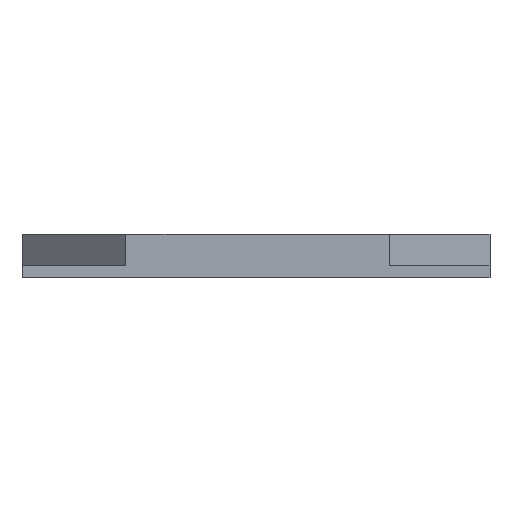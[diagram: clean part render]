
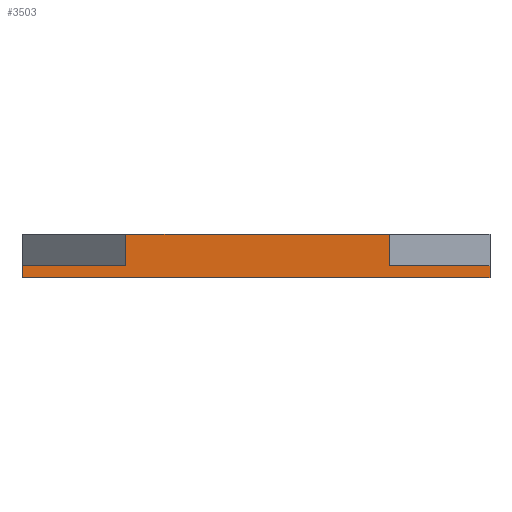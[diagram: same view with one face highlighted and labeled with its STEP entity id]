
A CAD part, front view. The second image highlights one B-rep face of the part: STEP entity #3503.
In plain terms, the highlighted planar face has unit normal (0, -1, 0).
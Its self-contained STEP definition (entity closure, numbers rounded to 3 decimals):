
#255=FACE_OUTER_BOUND('',#481,.T.);
#481=EDGE_LOOP('',(#3124,#3125,#3126,#3127,#3128,#3129,#3130,#3131));
#514=LINE('',#4648,#976);
#692=LINE('',#5001,#1154);
#896=LINE('',#5434,#1358);
#900=LINE('',#5442,#1362);
#904=LINE('',#5450,#1366);
#923=LINE('',#5486,#1385);
#938=LINE('',#5534,#1400);
#943=LINE('',#5548,#1405);
#976=VECTOR('',#3774,10.);
#1154=VECTOR('',#3980,10.);
#1358=VECTOR('',#4422,10.);
#1362=VECTOR('',#4430,10.);
#1366=VECTOR('',#4436,10.);
#1385=VECTOR('',#4479,10.);
#1400=VECTOR('',#4552,10.);
#1405=VECTOR('',#4573,10.);
#1431=VERTEX_POINT('',#4646);
#1432=VERTEX_POINT('',#4647);
#1592=VERTEX_POINT('',#4998);
#1593=VERTEX_POINT('',#5000);
#1702=VERTEX_POINT('',#5431);
#1705=VERTEX_POINT('',#5441);
#1706=VERTEX_POINT('',#5445);
#1708=VERTEX_POINT('',#5448);
#1751=EDGE_CURVE('',#1431,#1432,#514,.T.);
#1929=EDGE_CURVE('',#1592,#1593,#692,.T.);
#2142=EDGE_CURVE('',#1702,#1431,#896,.T.);
#2146=EDGE_CURVE('',#1705,#1702,#900,.T.);
#2150=EDGE_CURVE('',#1708,#1706,#904,.T.);
#2169=EDGE_CURVE('',#1592,#1706,#923,.T.);
#2184=EDGE_CURVE('',#1708,#1432,#938,.T.);
#2189=EDGE_CURVE('',#1593,#1705,#943,.T.);
#3124=ORIENTED_EDGE('',*,*,#1929,.F.);
#3125=ORIENTED_EDGE('',*,*,#2169,.T.);
#3126=ORIENTED_EDGE('',*,*,#2150,.F.);
#3127=ORIENTED_EDGE('',*,*,#2184,.T.);
#3128=ORIENTED_EDGE('',*,*,#1751,.F.);
#3129=ORIENTED_EDGE('',*,*,#2142,.F.);
#3130=ORIENTED_EDGE('',*,*,#2146,.F.);
#3131=ORIENTED_EDGE('',*,*,#2189,.F.);
#3314=PLANE('',#3715);
#3503=ADVANCED_FACE('',(#255),#3314,.T.);
#3715=AXIS2_PLACEMENT_3D('',#5549,#4574,#4575);
#3774=DIRECTION('',(1.,0.,0.));
#3980=DIRECTION('',(-1.,0.,0.));
#4422=DIRECTION('',(0.,0.,1.));
#4430=DIRECTION('',(1.,0.,0.));
#4436=DIRECTION('',(1.,0.,0.));
#4479=DIRECTION('',(0.,0.,1.));
#4552=DIRECTION('',(0.,0.,1.));
#4573=DIRECTION('',(0.,0.,1.));
#4574=DIRECTION('center_axis',(0.,-1.,0.));
#4575=DIRECTION('ref_axis',(-1.,0.,0.));
#4646=CARTESIAN_POINT('',(-27.,-47.5,7.5));
#4647=CARTESIAN_POINT('',(27.,-47.5,7.5));
#4648=CARTESIAN_POINT('',(-27.,-47.5,7.5));
#4998=CARTESIAN_POINT('',(47.5,-47.5,-1.5));
#5000=CARTESIAN_POINT('',(-48.25,-47.5,-1.5));
#5001=CARTESIAN_POINT('',(47.5,-47.5,-1.5));
#5431=CARTESIAN_POINT('',(-27.,-47.5,1.));
#5434=CARTESIAN_POINT('',(-27.,-47.5,0.));
#5441=CARTESIAN_POINT('',(-48.25,-47.5,1.));
#5442=CARTESIAN_POINT('',(47.5,-47.5,1.));
#5445=CARTESIAN_POINT('',(47.5,-47.5,1.));
#5448=CARTESIAN_POINT('',(27.,-47.5,1.));
#5450=CARTESIAN_POINT('',(47.5,-47.5,1.));
#5486=CARTESIAN_POINT('',(47.5,-47.5,0.));
#5534=CARTESIAN_POINT('',(27.,-47.5,0.));
#5548=CARTESIAN_POINT('',(-48.25,-47.5,0.));
#5549=CARTESIAN_POINT('Origin',(47.5,-47.5,0.));
